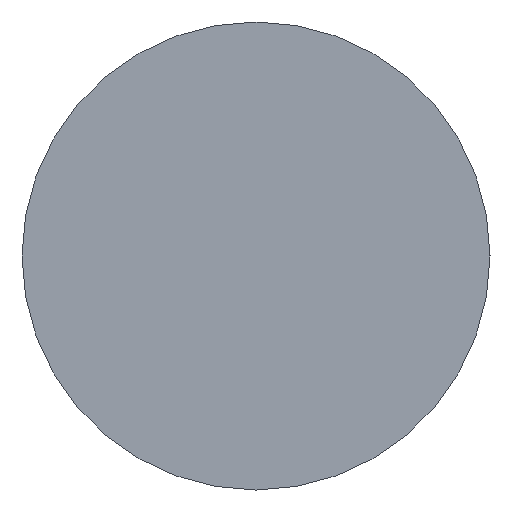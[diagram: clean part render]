
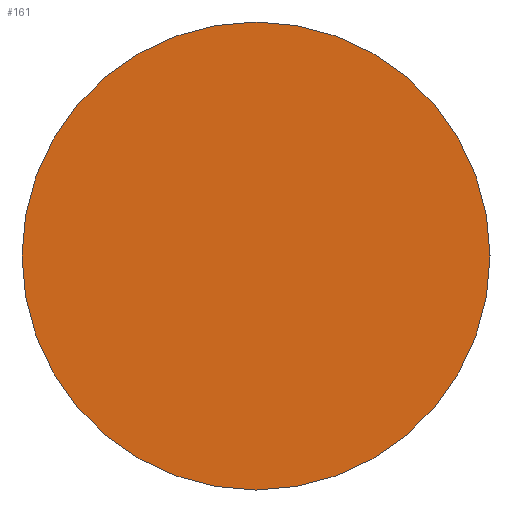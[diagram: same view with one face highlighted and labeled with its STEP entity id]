
A CAD part, left-side view. The second image highlights one B-rep face of the part: STEP entity #161.
In plain terms, the highlighted planar face has unit normal (-1, 0, 0).
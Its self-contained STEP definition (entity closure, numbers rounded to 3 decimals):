
#14 = CARTESIAN_POINT ( 'NONE',  ( 0., 0., -55. ) ) ;
#32 = DIRECTION ( 'NONE',  ( 1., 0., 0. ) ) ;
#33 = CIRCLE ( 'NONE', #126, 55. ) ;
#42 = FACE_OUTER_BOUND ( 'NONE', #132, .T. ) ;
#47 = CIRCLE ( 'NONE', #101, 55. ) ;
#49 = DIRECTION ( 'NONE',  ( 0., 0., -1. ) ) ;
#52 = PLANE ( 'NONE',  #154 ) ;
#63 = VERTEX_POINT ( 'NONE', #160 ) ;
#68 = CARTESIAN_POINT ( 'NONE',  ( 0., 0., 0. ) ) ;
#73 = ORIENTED_EDGE ( 'NONE', *, *, #103, .F. ) ;
#77 = DIRECTION ( 'NONE',  ( 1., 0., 0. ) ) ;
#80 = VERTEX_POINT ( 'NONE', #14 ) ;
#83 = DIRECTION ( 'NONE',  ( 0., 0., -1. ) ) ;
#87 = EDGE_CURVE ( 'NONE', #63, #80, #47, .T. ) ;
#101 = AXIS2_PLACEMENT_3D ( 'NONE', #105, #162, #153 ) ;
#103 = EDGE_CURVE ( 'NONE', #80, #63, #33, .T. ) ;
#105 = CARTESIAN_POINT ( 'NONE',  ( 0., 0., 0. ) ) ;
#126 = AXIS2_PLACEMENT_3D ( 'NONE', #172, #32, #49 ) ;
#132 = EDGE_LOOP ( 'NONE', ( #134, #73 ) ) ;
#134 = ORIENTED_EDGE ( 'NONE', *, *, #87, .F. ) ;
#153 = DIRECTION ( 'NONE',  ( 0., 0., -1. ) ) ;
#154 = AXIS2_PLACEMENT_3D ( 'NONE', #68, #77, #83 ) ;
#160 = CARTESIAN_POINT ( 'NONE',  ( 0., 0., 55. ) ) ;
#161 = ADVANCED_FACE ( 'NONE', ( #42 ), #52, .F. ) ;
#162 = DIRECTION ( 'NONE',  ( 1., 0., 0. ) ) ;
#172 = CARTESIAN_POINT ( 'NONE',  ( 0., 0., 0. ) ) ;
